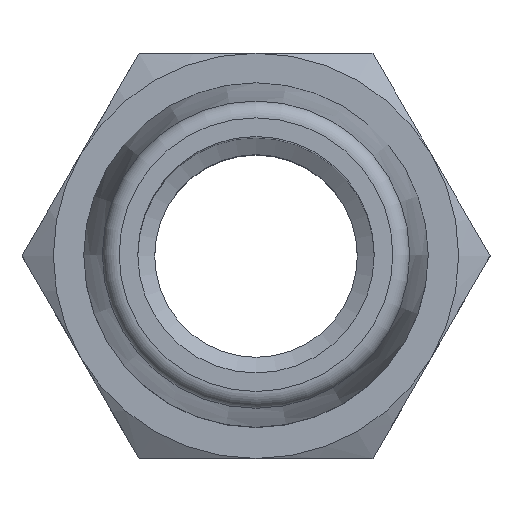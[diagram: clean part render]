
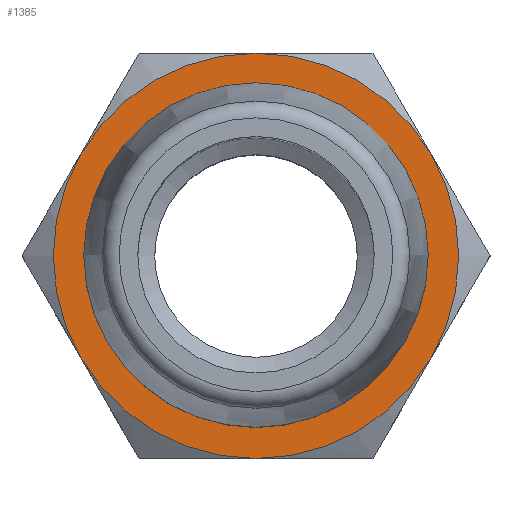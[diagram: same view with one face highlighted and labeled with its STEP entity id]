
A CAD part, top view. The second image highlights one B-rep face of the part: STEP entity #1385.
In plain terms, the highlighted face is planar.
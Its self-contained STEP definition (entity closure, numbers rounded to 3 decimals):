
#670=ORIENTED_EDGE('',*,*,#841,.F.);
#671=ORIENTED_EDGE('',*,*,#843,.F.);
#672=ORIENTED_EDGE('',*,*,#844,.F.);
#673=ORIENTED_EDGE('',*,*,#845,.F.);
#674=ORIENTED_EDGE('',*,*,#846,.F.);
#675=ORIENTED_EDGE('',*,*,#847,.F.);
#676=ORIENTED_EDGE('',*,*,#848,.F.);
#770=CIRCLE('',#1300,6.);
#771=CIRCLE('',#1303,6.);
#772=CIRCLE('',#1304,6.);
#773=CIRCLE('',#1305,6.);
#774=CIRCLE('',#1306,6.);
#775=CIRCLE('',#1307,6.);
#776=CIRCLE('',#1308,4.5);
#797=VERTEX_POINT('',#1175);
#801=VERTEX_POINT('',#1185);
#802=VERTEX_POINT('',#1189);
#803=VERTEX_POINT('',#1191);
#804=VERTEX_POINT('',#1193);
#805=VERTEX_POINT('',#1195);
#806=VERTEX_POINT('',#1198);
#841=EDGE_CURVE('',#797,#801,#770,.T.);
#843=EDGE_CURVE('',#802,#797,#771,.T.);
#844=EDGE_CURVE('',#803,#802,#772,.T.);
#845=EDGE_CURVE('',#804,#803,#773,.T.);
#846=EDGE_CURVE('',#805,#804,#774,.T.);
#847=EDGE_CURVE('',#801,#805,#775,.T.);
#848=EDGE_CURVE('',#806,#806,#776,.T.);
#888=EDGE_LOOP('',(#670,#671,#672,#673,#674,#675));
#889=EDGE_LOOP('',(#676));
#936=FACE_BOUND('',#888,.T.);
#937=FACE_BOUND('',#889,.T.);
#1013=DIRECTION('',(0.,-1.,0.));
#1014=DIRECTION('',(0.,0.,6.));
#1017=DIRECTION('',(0.,1.,0.));
#1018=DIRECTION('',(1.,0.,0.));
#1019=DIRECTION('',(0.,-1.,0.));
#1020=DIRECTION('',(0.,0.,6.));
#1021=DIRECTION('',(0.,-1.,0.));
#1022=DIRECTION('',(0.,0.,6.));
#1023=DIRECTION('',(0.,-1.,0.));
#1024=DIRECTION('',(0.,0.,6.));
#1025=DIRECTION('',(0.,-1.,0.));
#1026=DIRECTION('',(0.,0.,6.));
#1027=DIRECTION('',(0.,-1.,0.));
#1028=DIRECTION('',(0.,0.,6.));
#1029=DIRECTION('',(0.,1.,0.));
#1030=DIRECTION('',(4.5,0.,0.));
#1175=CARTESIAN_POINT('',(26.88,35.23,6.));
#1185=CARTESIAN_POINT('',(21.684,35.23,3.));
#1186=CARTESIAN_POINT('',(26.88,35.23,0.));
#1188=CARTESIAN_POINT('',(26.88,35.23,6.));
#1189=CARTESIAN_POINT('',(32.076,35.23,3.));
#1190=CARTESIAN_POINT('',(26.88,35.23,0.));
#1191=CARTESIAN_POINT('',(32.076,35.23,-3.));
#1192=CARTESIAN_POINT('',(26.88,35.23,0.));
#1193=CARTESIAN_POINT('',(26.88,35.23,-6.));
#1194=CARTESIAN_POINT('',(26.88,35.23,0.));
#1195=CARTESIAN_POINT('',(21.684,35.23,-3.));
#1196=CARTESIAN_POINT('',(26.88,35.23,0.));
#1197=CARTESIAN_POINT('',(26.88,35.23,0.));
#1198=CARTESIAN_POINT('',(31.38,35.23,0.));
#1199=CARTESIAN_POINT('',(26.88,35.23,0.));
#1300=AXIS2_PLACEMENT_3D('',#1186,#1013,#1014);
#1302=AXIS2_PLACEMENT_3D('',#1188,#1017,#1018);
#1303=AXIS2_PLACEMENT_3D('',#1190,#1019,#1020);
#1304=AXIS2_PLACEMENT_3D('',#1192,#1021,#1022);
#1305=AXIS2_PLACEMENT_3D('',#1194,#1023,#1024);
#1306=AXIS2_PLACEMENT_3D('',#1196,#1025,#1026);
#1307=AXIS2_PLACEMENT_3D('',#1197,#1027,#1028);
#1308=AXIS2_PLACEMENT_3D('',#1199,#1029,#1030);
#1371=PLANE('',#1302);
#1385=ADVANCED_FACE('',(#936,#937),#1371,.T.);
